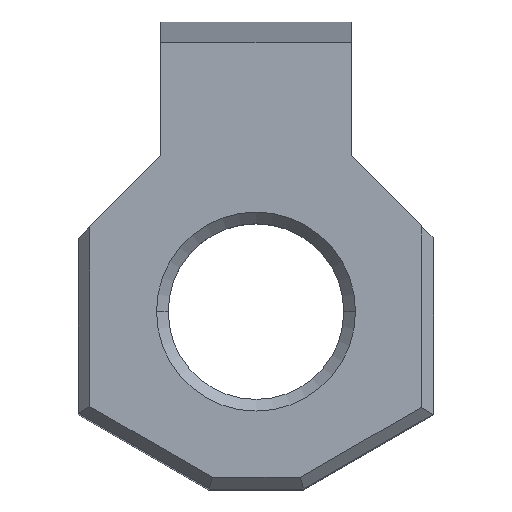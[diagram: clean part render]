
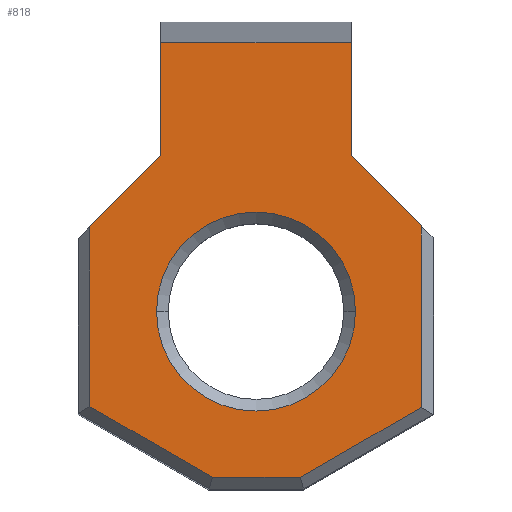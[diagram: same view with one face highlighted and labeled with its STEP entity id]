
A CAD part, top view. The second image highlights one B-rep face of the part: STEP entity #818.
In plain terms, the highlighted planar face has unit normal (0, 0, 1).
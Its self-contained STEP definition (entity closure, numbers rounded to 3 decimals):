
#2 = DIRECTION ( 'NONE',  ( 1., 0., 0. ) ) ;
#6 = DIRECTION ( 'NONE',  ( 0.707, -0.707, 0. ) ) ;
#10 = CIRCLE ( 'NONE', #710, 1.7 ) ;
#16 = DIRECTION ( 'NONE',  ( 1., 0., 0. ) ) ;
#19 = VECTOR ( 'NONE', #661, 1000. ) ;
#25 = CARTESIAN_POINT ( 'NONE',  ( -3.664, 3.664, 6.997 ) ) ;
#30 = CARTESIAN_POINT ( 'NONE',  ( -1.627, 5.701, 6.997 ) ) ;
#34 = EDGE_CURVE ( 'NONE', #992, #1025, #545, .T. ) ;
#64 = VERTEX_POINT ( 'NONE', #30 ) ;
#109 = AXIS2_PLACEMENT_3D ( 'NONE', #739, #1097, #335 ) ;
#132 = CARTESIAN_POINT ( 'NONE',  ( 3.664, 3.664, 6.997 ) ) ;
#167 = LINE ( 'NONE', #168, #412 ) ;
#168 = CARTESIAN_POINT ( 'NONE',  ( 0.812, 0.21, 6.997 ) ) ;
#172 = DIRECTION ( 'NONE',  ( 1., 0., 0. ) ) ;
#173 = CARTESIAN_POINT ( 'NONE',  ( -2.84, 0., 6.997 ) ) ;
#212 = CIRCLE ( 'NONE', #875, 1.7 ) ;
#218 = LINE ( 'NONE', #220, #852 ) ;
#220 = CARTESIAN_POINT ( 'NONE',  ( -0.699, 0.183, 6.997 ) ) ;
#224 = DIRECTION ( 'NONE',  ( 0.866, -0.5, 0. ) ) ;
#225 = VECTOR ( 'NONE', #1129, 1000. ) ;
#254 = LINE ( 'NONE', #256, #989 ) ;
#256 = CARTESIAN_POINT ( 'NONE',  ( 1.627, 0., 6.997 ) ) ;
#259 = DIRECTION ( 'NONE',  ( 0., -1., 0. ) ) ;
#261 = ORIENTED_EDGE ( 'NONE', *, *, #719, .T. ) ;
#262 = LINE ( 'NONE', #132, #823 ) ;
#276 = DIRECTION ( 'NONE',  ( 0., 1., 0. ) ) ;
#297 = EDGE_CURVE ( 'NONE', #821, #927, #167, .T. ) ;
#318 = CARTESIAN_POINT ( 'NONE',  ( 2.924, 1.46, 6.997 ) ) ;
#326 = EDGE_CURVE ( 'NONE', #1025, #821, #218, .T. ) ;
#328 = CARTESIAN_POINT ( 'NONE',  ( 1.627, 7.633, 6.997 ) ) ;
#335 = DIRECTION ( 'NONE',  ( 1., 0., 0. ) ) ;
#338 = CARTESIAN_POINT ( 'NONE',  ( 2.825, 4.303, 6.997 ) ) ;
#353 = EDGE_CURVE ( 'NONE', #1207, #691, #254, .T. ) ;
#357 = ORIENTED_EDGE ( 'NONE', *, *, #621, .F. ) ;
#364 = ORIENTED_EDGE ( 'NONE', *, *, #353, .F. ) ;
#411 = PLANE ( 'NONE',  #109 ) ;
#412 = VECTOR ( 'NONE', #172, 1000. ) ;
#442 = LINE ( 'NONE', #778, #225 ) ;
#443 = ORIENTED_EDGE ( 'NONE', *, *, #1132, .T. ) ;
#453 = DIRECTION ( 'NONE',  ( 0.707, 0.707, 0. ) ) ;
#470 = CARTESIAN_POINT ( 'NONE',  ( 1.627, 5.701, 6.997 ) ) ;
#483 = EDGE_CURVE ( 'NONE', #691, #491, #262, .T. ) ;
#491 = VERTEX_POINT ( 'NONE', #869 ) ;
#504 = CARTESIAN_POINT ( 'NONE',  ( -1.626, 7.633, 6.997 ) ) ;
#519 = ORIENTED_EDGE ( 'NONE', *, *, #1033, .T. ) ;
#528 = CARTESIAN_POINT ( 'NONE',  ( 0., 3.04, 6.997 ) ) ;
#545 = LINE ( 'NONE', #173, #1139 ) ;
#563 = EDGE_CURVE ( 'NONE', #64, #1071, #689, .T. ) ;
#570 = EDGE_LOOP ( 'NONE', ( #595, #1058, #357, #1124, #1039, #681, #261, #519, #878, #364 ) ) ;
#594 = CARTESIAN_POINT ( 'NONE',  ( 0., 3.04, 6.997 ) ) ;
#595 = ORIENTED_EDGE ( 'NONE', *, *, #1134, .F. ) ;
#597 = CARTESIAN_POINT ( 'NONE',  ( 0.758, 0.21, 6.997 ) ) ;
#599 = EDGE_CURVE ( 'NONE', #1182, #888, #212, .T. ) ;
#621 = EDGE_CURVE ( 'NONE', #992, #64, #891, .T. ) ;
#637 = DIRECTION ( 'NONE',  ( 0.866, 0.5, 0. ) ) ;
#658 = CARTESIAN_POINT ( 'NONE',  ( -0.744, 0.21, 6.997 ) ) ;
#661 = DIRECTION ( 'NONE',  ( 0., 1., 0. ) ) ;
#681 = ORIENTED_EDGE ( 'NONE', *, *, #297, .T. ) ;
#689 = LINE ( 'NONE', #1047, #1219 ) ;
#691 = VERTEX_POINT ( 'NONE', #470 ) ;
#695 = VECTOR ( 'NONE', #637, 1000. ) ;
#710 = AXIS2_PLACEMENT_3D ( 'NONE', #594, #877, #2 ) ;
#719 = EDGE_CURVE ( 'NONE', #927, #900, #1075, .T. ) ;
#739 = CARTESIAN_POINT ( 'NONE',  ( 0., 0., 6.997 ) ) ;
#742 = CARTESIAN_POINT ( 'NONE',  ( -2.84, 1.42, 6.997 ) ) ;
#778 = CARTESIAN_POINT ( 'NONE',  ( 0., 7.633, 6.997 ) ) ;
#818 = ADVANCED_FACE ( 'NONE', ( #847, #1192 ), #411, .T. ) ;
#821 = VERTEX_POINT ( 'NONE', #658 ) ;
#823 = VECTOR ( 'NONE', #6, 1000. ) ;
#833 = CARTESIAN_POINT ( 'NONE',  ( 1.7, 3.04, 6.997 ) ) ;
#847 = FACE_OUTER_BOUND ( 'NONE', #570, .T. ) ;
#852 = VECTOR ( 'NONE', #224, 1000. ) ;
#869 = CARTESIAN_POINT ( 'NONE',  ( 2.825, 4.503, 6.997 ) ) ;
#875 = AXIS2_PLACEMENT_3D ( 'NONE', #528, #887, #16 ) ;
#877 = DIRECTION ( 'NONE',  ( 0., 0., -1. ) ) ;
#878 = ORIENTED_EDGE ( 'NONE', *, *, #483, .F. ) ;
#887 = DIRECTION ( 'NONE',  ( 0., 0., -1. ) ) ;
#888 = VERTEX_POINT ( 'NONE', #949 ) ;
#891 = LINE ( 'NONE', #25, #1159 ) ;
#900 = VERTEX_POINT ( 'NONE', #1214 ) ;
#927 = VERTEX_POINT ( 'NONE', #597 ) ;
#928 = CARTESIAN_POINT ( 'NONE',  ( -2.84, 4.487, 6.997 ) ) ;
#949 = CARTESIAN_POINT ( 'NONE',  ( -1.7, 3.04, 6.997 ) ) ;
#989 = VECTOR ( 'NONE', #259, 1000. ) ;
#992 = VERTEX_POINT ( 'NONE', #928 ) ;
#1002 = DIRECTION ( 'NONE',  ( 0., -1., 0. ) ) ;
#1010 = EDGE_LOOP ( 'NONE', ( #1130, #443 ) ) ;
#1025 = VERTEX_POINT ( 'NONE', #742 ) ;
#1033 = EDGE_CURVE ( 'NONE', #900, #491, #1100, .T. ) ;
#1039 = ORIENTED_EDGE ( 'NONE', *, *, #326, .T. ) ;
#1047 = CARTESIAN_POINT ( 'NONE',  ( -1.627, 0., 6.997 ) ) ;
#1058 = ORIENTED_EDGE ( 'NONE', *, *, #563, .F. ) ;
#1071 = VERTEX_POINT ( 'NONE', #504 ) ;
#1075 = LINE ( 'NONE', #318, #695 ) ;
#1097 = DIRECTION ( 'NONE',  ( 0., 0., 1. ) ) ;
#1100 = LINE ( 'NONE', #338, #19 ) ;
#1124 = ORIENTED_EDGE ( 'NONE', *, *, #34, .T. ) ;
#1129 = DIRECTION ( 'NONE',  ( 1., 0., 0. ) ) ;
#1130 = ORIENTED_EDGE ( 'NONE', *, *, #599, .T. ) ;
#1132 = EDGE_CURVE ( 'NONE', #888, #1182, #10, .T. ) ;
#1134 = EDGE_CURVE ( 'NONE', #1071, #1207, #442, .T. ) ;
#1139 = VECTOR ( 'NONE', #1002, 1000. ) ;
#1159 = VECTOR ( 'NONE', #453, 1000. ) ;
#1182 = VERTEX_POINT ( 'NONE', #833 ) ;
#1192 = FACE_BOUND ( 'NONE', #1010, .T. ) ;
#1207 = VERTEX_POINT ( 'NONE', #328 ) ;
#1214 = CARTESIAN_POINT ( 'NONE',  ( 2.825, 1.403, 6.997 ) ) ;
#1219 = VECTOR ( 'NONE', #276, 1000. ) ;
